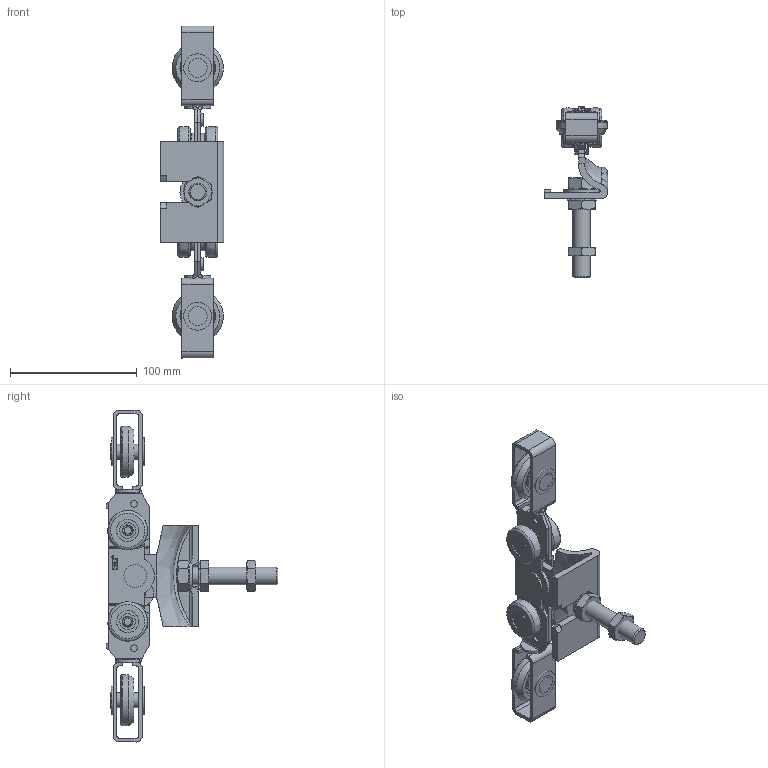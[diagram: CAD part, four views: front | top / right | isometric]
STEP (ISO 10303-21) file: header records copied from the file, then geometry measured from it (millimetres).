
FILE_DESCRIPTION(/* description */ (''),/* implementation_level */ '2;1');
FILE_NAME(/* name */ '9242SE.stp',/* time_stamp */ '2020-06-11T16:48:05+02:00',/* author */ ('Lionel'),/* organization */ (''),/* preprocessor_version */ 'ST-DEVELOPER v17.2',/* originating_system */ 'Autodesk Inventor 2019',/* authorisation */ '');
FILE_SCHEMA (('AUTOMOTIVE_DESIGN { 1 0 10303 214 3 1 1 }'));
Length unit declared in the file: millimetre
Products named in the file (23): 9242SE; 16490; 315179; 15179_A; 15671; 18256; 18256_1; GALB34S; 18253; 15172; 15908; 16224; S4H; 04545; 06014; 15742; 09018; 16042; GALB34S_1; 18253_1; 09114; 09117; 18257
Assembly tree (37 placements, depth 3):
  9242SE
    16490  x2
    315179
      15179_A
    15671
    18256
    18256_1
    18257  x5
    GALB34S
      18253
      09114
      09117
    GALB34S_1  x3
      18253_1
      09114
      09117
    15172
    15908  x4
    16224  x2
    S4H
      04545
      06014  x2
      15742
      09018
    16042  x2
Bounding box: 50 x 135.5 x 262.03 mm (x, y, z)
Volume: 161081.8 mm3; surface area: 106476 mm2
Topology: 63 solids, 67 shells, 876 faces, 2298 edges, 1563 vertices
Faces by surface type: plane 372, cylinder 310, torus 119, sphere 32, bspline 25, cone 18
Full cylindrical faces by diameter (mm): 1.381 x1, 1.499 x1, 2 x8, 5.2 x4, 5.8 x4, 7.8 x4, 8 x6, 8.1 x5, 10 x2, 11.8 x4, 11.835 x2, 12 x7, 12.2 x4, 12.5 x4, 12.564 x16, 14 x1, 14.2 x1, 14.3 x1, 15 x2, 15.8 x1, 16.2 x3, 17.436 x16, 17.685 x3, 18 x1, 19.685 x8, 20.654 x4, 21 x5, 21.203 x1, 21.42 x4, 22 x8
Entity records: 22523 total; most frequent: CARTESIAN_POINT 6788, DIRECTION 3251, ORIENTED_EDGE 3032, EDGE_CURVE 1516, AXIS2_PLACEMENT_3D 1228, VERTEX_POINT 1037, LINE 795, VECTOR 795
